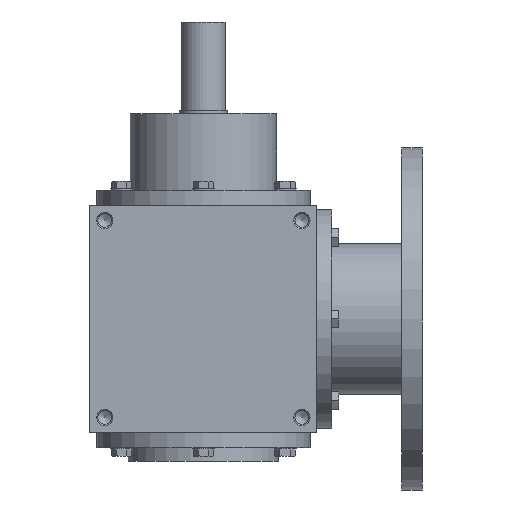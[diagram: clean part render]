
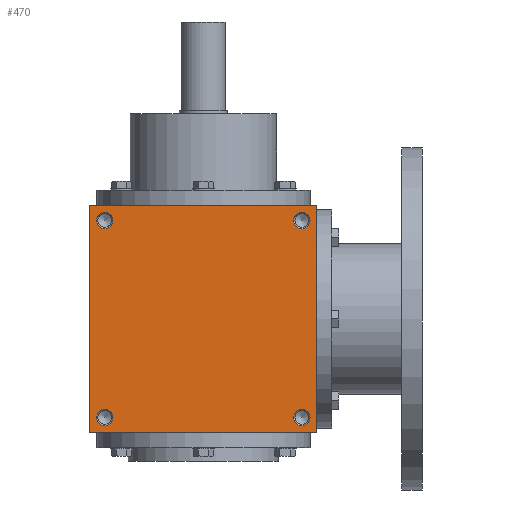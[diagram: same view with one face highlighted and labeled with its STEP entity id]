
A CAD part, front view. The second image highlights one B-rep face of the part: STEP entity #470.
In plain terms, the highlighted planar face has unit normal (0, -1, 0).
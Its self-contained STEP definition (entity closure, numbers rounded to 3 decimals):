
#470 = ADVANCED_FACE( '', ( #954, #955, #956, #957, #958 ), #959, .F. );
#954 = FACE_BOUND( '', #1687, .T. );
#955 = FACE_BOUND( '', #1688, .T. );
#956 = FACE_BOUND( '', #1689, .T. );
#957 = FACE_BOUND( '', #1690, .T. );
#958 = FACE_OUTER_BOUND( '', #1691, .T. );
#959 = PLANE( '', #1692 );
#1687 = EDGE_LOOP( '', ( #2436 ) );
#1688 = EDGE_LOOP( '', ( #2437 ) );
#1689 = EDGE_LOOP( '', ( #2438 ) );
#1690 = EDGE_LOOP( '', ( #2439 ) );
#1691 = EDGE_LOOP( '', ( #2440, #2441, #2442, #2443 ) );
#1692 = AXIS2_PLACEMENT_3D( '', #2444, #2445, #2446 );
#2436 = ORIENTED_EDGE( '', *, *, #3781, .T. );
#2437 = ORIENTED_EDGE( '', *, *, #3782, .T. );
#2438 = ORIENTED_EDGE( '', *, *, #3783, .F. );
#2439 = ORIENTED_EDGE( '', *, *, #3754, .F. );
#2440 = ORIENTED_EDGE( '', *, *, #3784, .T. );
#2441 = ORIENTED_EDGE( '', *, *, #3785, .F. );
#2442 = ORIENTED_EDGE( '', *, *, #3786, .F. );
#2443 = ORIENTED_EDGE( '', *, *, #3787, .T. );
#2444 = CARTESIAN_POINT( '', ( -83., -83., 83. ) );
#2445 = DIRECTION( '', ( 0., 1., 0. ) );
#2446 = DIRECTION( '', ( 0., 0., 1. ) );
#3754 = EDGE_CURVE( '', #4276, #4276, #4277, .T. );
#3781 = EDGE_CURVE( '', #4318, #4318, #4319, .T. );
#3782 = EDGE_CURVE( '', #4320, #4320, #4321, .T. );
#3783 = EDGE_CURVE( '', #4322, #4322, #4323, .T. );
#3784 = EDGE_CURVE( '', #4324, #4325, #4326, .T. );
#3785 = EDGE_CURVE( '', #4327, #4325, #4328, .T. );
#3786 = EDGE_CURVE( '', #4329, #4327, #4330, .T. );
#3787 = EDGE_CURVE( '', #4329, #4324, #4331, .T. );
#4276 = VERTEX_POINT( '', #5009 );
#4277 = CIRCLE( '', #5010, 6. );
#4318 = VERTEX_POINT( '', #5061 );
#4319 = CIRCLE( '', #5062, 6. );
#4320 = VERTEX_POINT( '', #5063 );
#4321 = CIRCLE( '', #5064, 6. );
#4322 = VERTEX_POINT( '', #5065 );
#4323 = CIRCLE( '', #5066, 6. );
#4324 = VERTEX_POINT( '', #5067 );
#4325 = VERTEX_POINT( '', #5068 );
#4326 = LINE( '', #5069, #5070 );
#4327 = VERTEX_POINT( '', #5071 );
#4328 = LINE( '', #5072, #5073 );
#4329 = VERTEX_POINT( '', #5074 );
#4330 = LINE( '', #5075, #5076 );
#4331 = LINE( '', #5077, #5078 );
#5009 = CARTESIAN_POINT( '', ( 72., -83., 66. ) );
#5010 = AXIS2_PLACEMENT_3D( '', #6005, #6006, #6007 );
#5061 = CARTESIAN_POINT( '', ( -72., -83., -66. ) );
#5062 = AXIS2_PLACEMENT_3D( '', #6050, #6051, #6052 );
#5063 = CARTESIAN_POINT( '', ( -72., -83., 78. ) );
#5064 = AXIS2_PLACEMENT_3D( '', #6053, #6054, #6055 );
#5065 = CARTESIAN_POINT( '', ( 72., -83., -78. ) );
#5066 = AXIS2_PLACEMENT_3D( '', #6056, #6057, #6058 );
#5067 = CARTESIAN_POINT( '', ( -83., -83., -83. ) );
#5068 = CARTESIAN_POINT( '', ( 83., -83., -83. ) );
#5069 = CARTESIAN_POINT( '', ( -83., -83., -83. ) );
#5070 = VECTOR( '', #6059, 1000. );
#5071 = CARTESIAN_POINT( '', ( 83., -83., 83. ) );
#5072 = CARTESIAN_POINT( '', ( 83., -83., 83. ) );
#5073 = VECTOR( '', #6060, 1000. );
#5074 = CARTESIAN_POINT( '', ( -83., -83., 83. ) );
#5075 = CARTESIAN_POINT( '', ( -83., -83., 83. ) );
#5076 = VECTOR( '', #6061, 1000. );
#5077 = CARTESIAN_POINT( '', ( -83., -83., 83. ) );
#5078 = VECTOR( '', #6062, 1000. );
#6005 = CARTESIAN_POINT( '', ( 72., -83., 72. ) );
#6006 = DIRECTION( '', ( 0., -1., 0. ) );
#6007 = DIRECTION( '', ( 0., 0., -1. ) );
#6050 = CARTESIAN_POINT( '', ( -72., -83., -72. ) );
#6051 = DIRECTION( '', ( 0., 1., 0. ) );
#6052 = DIRECTION( '', ( 0., 0., 1. ) );
#6053 = CARTESIAN_POINT( '', ( -72., -83., 72. ) );
#6054 = DIRECTION( '', ( 0., 1., 0. ) );
#6055 = DIRECTION( '', ( 0., 0., 1. ) );
#6056 = CARTESIAN_POINT( '', ( 72., -83., -72. ) );
#6057 = DIRECTION( '', ( 0., -1., 0. ) );
#6058 = DIRECTION( '', ( 0., 0., -1. ) );
#6059 = DIRECTION( '', ( 1., 0., 0. ) );
#6060 = DIRECTION( '', ( 0., 0., -1. ) );
#6061 = DIRECTION( '', ( 1., 0., 0. ) );
#6062 = DIRECTION( '', ( 0., 0., -1. ) );
